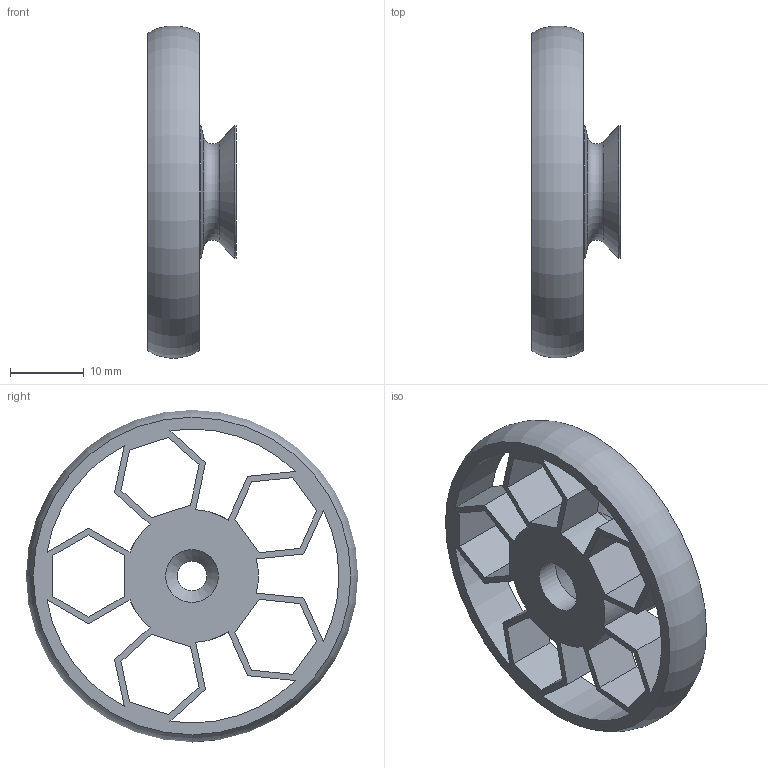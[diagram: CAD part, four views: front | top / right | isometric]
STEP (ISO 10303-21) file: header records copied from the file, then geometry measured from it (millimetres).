
FILE_DESCRIPTION(/* description */ (''),/* implementation_level */ '2;1');
FILE_NAME(/* name */ 'PulleyedBearingWheelV1.ipt.step',/* time_stamp */ '2024-02-28T22:19:11-06:00',/* author */ ('smz3rm'),/* organization */ (''),/* preprocessor_version */ 'ST-DEVELOPER v18',/* originating_system */ 'Autodesk Inventor 2020',/* authorisation */ '');
FILE_SCHEMA (('AUTOMOTIVE_DESIGN { 1 0 10303 214 3 1 1 }'));
Length unit declared in the file: millimetre
Products named in the file (1): PulleyedBearingWheelV1
Bounding box: 12 x 44.96 x 44.96 mm (x, y, z)
Volume: 5404.2 mm3; surface area: 5662.5 mm2
Topology: 1 solids, 1 shells, 69 faces, 216 edges, 146 vertices
Faces by surface type: plane 54, cylinder 10, cone 3, torus 2
Full cylindrical faces by diameter (mm): 4 x1, 7.15 x2, 18 x2
Entity records: 2564 total; most frequent: ORIENTED_EDGE 432, CARTESIAN_POINT 432, DIRECTION 404, EDGE_CURVE 216, LINE 168, VECTOR 168, VERTEX_POINT 146, AXIS2_PLACEMENT_3D 118
